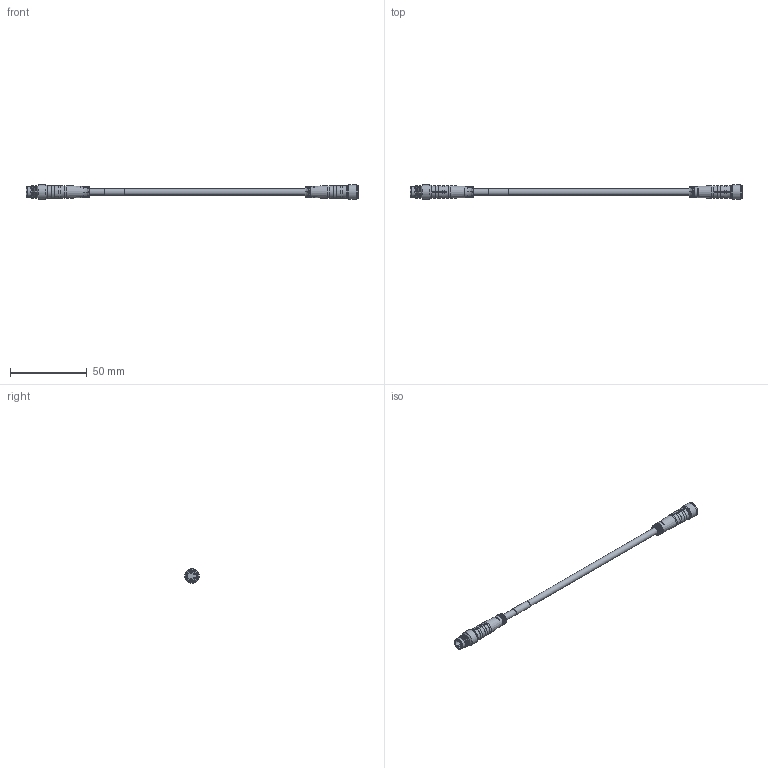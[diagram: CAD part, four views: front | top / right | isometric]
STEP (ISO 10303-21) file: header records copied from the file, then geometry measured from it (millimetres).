
FILE_DESCRIPTION (( 'STEP AP214' ), '1' );
FILE_NAME ('TRG417-C4Y.STEP', '2018-04-06T15:38:53', ( '' ), ( '' ), 'SwSTEP 2.0', 'SolidWorks 2017', '' );
FILE_SCHEMA (( 'AUTOMOTIVE_DESIGN' ));
Length unit declared in the file: inch
Products named in the file (8): 1AW01-003_.175 ID X .500; 3AB08-017; 3AB08-016; 3AA16-010; 3AC03-082; TRG417-C4Y
Assembly tree (8 placements, depth 3):
  TRG417-C4Y
    3AC03-082
    3AB08-016
      3AB08-016
      3AA16-010
    3AB08-017
      3AB08-017
      3AA16-010
    1AW01-003_.175 ID X .500
Bounding box: 216.1 x 9.53 x 9.53 mm (x, y, z)
Volume: 5508.4 mm3; surface area: 5716.2 mm2
Topology: 6 solids, 6 shells, 184 faces, 434 edges, 270 vertices
Faces by surface type: plane 66, cylinder 61, cone 33, torus 20, sphere 4
Full cylindrical faces by diameter (mm): 1.016 x8, 4.166 x4, 4.191 x1, 4.445 x1, 4.547 x1, 5.74 x1, 6.096 x1, 7.01 x1, 7.087 x1, 7.112 x1, 8.382 x4, 9.017 x3, 9.525 x2
Entity records: 3925 total; most frequent: CARTESIAN_POINT 564, DIRECTION 550, ORIENTED_EDGE 370, AXIS2_PLACEMENT_3D 247, EDGE_LOOP 202, EDGE_CURVE 185, FACE_OUTER_BOUND 157, VERTEX_POINT 149
